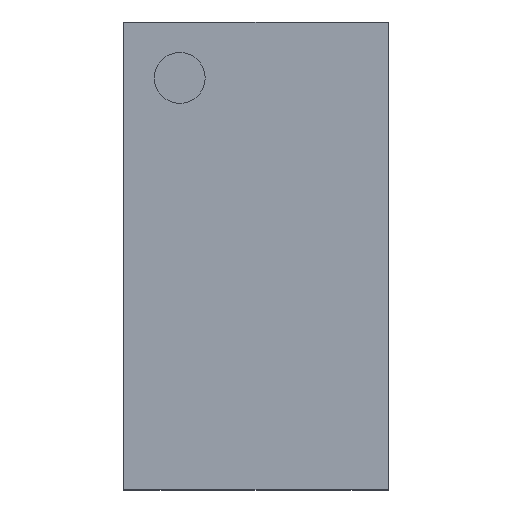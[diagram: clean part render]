
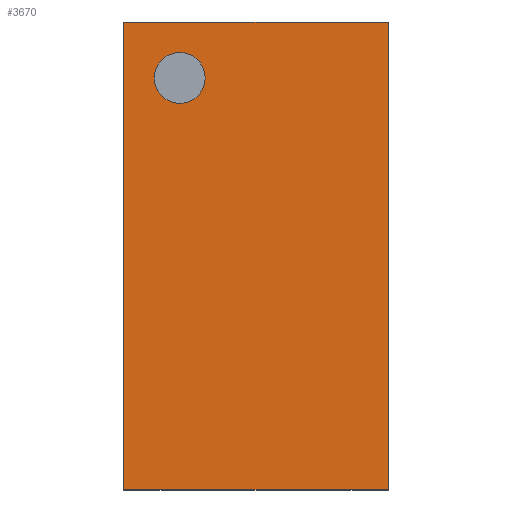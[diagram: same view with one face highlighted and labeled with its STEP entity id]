
A CAD part, top view. The second image highlights one B-rep face of the part: STEP entity #3670.
In plain terms, the highlighted planar face has unit normal (0, 0, 1).
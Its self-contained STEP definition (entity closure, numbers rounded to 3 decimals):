
#71=LINE($,#5355,#507);
#220=LINE($,#5722,#656);
#224=LINE($,#5729,#660);
#225=LINE($,#5730,#661);
#507=VECTOR($,#4295,4.6);
#656=VECTOR($,#4632,2.6);
#660=VECTOR($,#4638,4.6);
#661=VECTOR($,#4639,2.6);
#982=PLANE($,#3983);
#1094=FACE_BOUND($,#1413,.T.);
#1188=FACE_OUTER_BOUND($,#1412,.T.);
#1412=EDGE_LOOP($,(#2891,#2892,#2893,#2894));
#1413=EDGE_LOOP($,(#2895));
#1573=CIRCLE($,#3933,0.25);
#1679=VERTEX_POINT($,#5352);
#1680=VERTEX_POINT($,#5354);
#1751=VERTEX_POINT($,#5551);
#1804=VERTEX_POINT($,#5721);
#1806=VERTEX_POINT($,#5728);
#2046=EDGE_CURVE($,#1679,#1680,#71,.T.);
#2143=EDGE_CURVE($,#1751,#1751,#1573,.T.);
#2225=EDGE_CURVE($,#1680,#1804,#220,.T.);
#2229=EDGE_CURVE($,#1804,#1806,#224,.T.);
#2230=EDGE_CURVE($,#1806,#1679,#225,.T.);
#2891=ORIENTED_EDGE($,*,*,#2229,.F.);
#2892=ORIENTED_EDGE($,*,*,#2225,.F.);
#2893=ORIENTED_EDGE($,*,*,#2046,.F.);
#2894=ORIENTED_EDGE($,*,*,#2230,.F.);
#2895=ORIENTED_EDGE($,*,*,#2143,.T.);
#3670=ADVANCED_FACE($,(#1188,#1094),#982,.F.);
#3933=AXIS2_PLACEMENT_3D($,#5552,#4465,#4466);
#3983=AXIS2_PLACEMENT_3D($,#5727,#4636,#4637);
#4295=DIRECTION($,(0.,1.,0.));
#4465=DIRECTION('center_axis',(0.,0.,-1.));
#4466=DIRECTION('ref_axis',(-1.,0.,0.));
#4632=DIRECTION($,(1.,0.,0.));
#4636=DIRECTION('center_axis',(0.,0.,-1.));
#4637=DIRECTION('ref_axis',(1.,0.,0.));
#4638=DIRECTION($,(0.,-1.,0.));
#4639=DIRECTION($,(-1.,0.,0.));
#5352=CARTESIAN_POINT('',(-1.3,-2.3,1.));
#5354=CARTESIAN_POINT('',(-1.3,2.3,1.));
#5355=CARTESIAN_POINT($,(-1.3,0.75,1.));
#5551=CARTESIAN_POINT('',(-0.5,1.75,1.));
#5552=CARTESIAN_POINT('Origin',(-0.75,1.75,1.));
#5721=CARTESIAN_POINT('',(1.3,2.3,1.));
#5722=CARTESIAN_POINT($,(0.,2.3,1.));
#5727=CARTESIAN_POINT('Origin',(0.,0.75,1.));
#5728=CARTESIAN_POINT('',(1.3,-2.3,1.));
#5729=CARTESIAN_POINT($,(1.3,0.75,1.));
#5730=CARTESIAN_POINT($,(0.,-2.3,1.));
